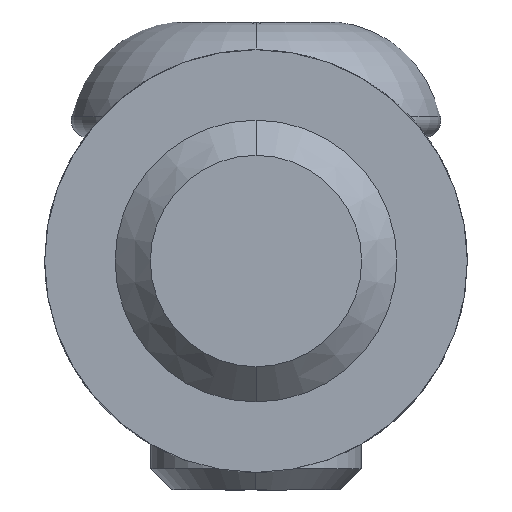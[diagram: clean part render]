
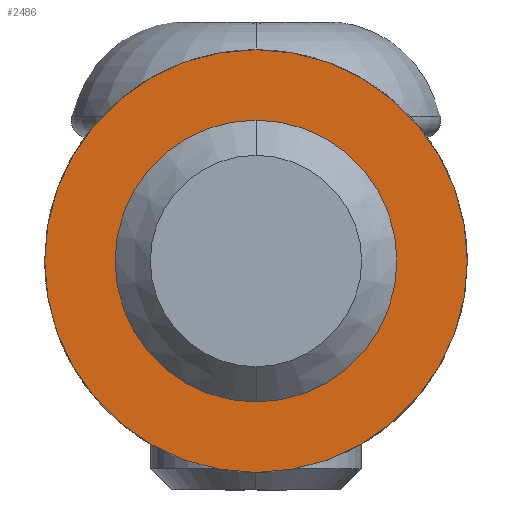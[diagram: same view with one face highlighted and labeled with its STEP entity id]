
A CAD part, front view. The second image highlights one B-rep face of the part: STEP entity #2486.
In plain terms, the highlighted planar face has unit normal (0, -1, 0).
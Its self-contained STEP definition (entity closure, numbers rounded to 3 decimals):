
#224 = EDGE_CURVE ( 'NONE', #1196, #1857, #1443, .T. ) ;
#283 = DIRECTION ( 'NONE',  ( 0., 0., -1. ) ) ;
#435 = FACE_OUTER_BOUND ( 'NONE', #1373, .T. ) ;
#442 = CARTESIAN_POINT ( 'NONE',  ( 0., -48., 3.2 ) ) ;
#645 = DIRECTION ( 'NONE',  ( 0., -1., 0. ) ) ;
#709 = EDGE_LOOP ( 'NONE', ( #1043, #2193 ) ) ;
#767 = AXIS2_PLACEMENT_3D ( 'NONE', #1969, #1351, #283 ) ;
#1043 = ORIENTED_EDGE ( 'NONE', *, *, #2643, .F. ) ;
#1089 = AXIS2_PLACEMENT_3D ( 'NONE', #1863, #2683, #1515 ) ;
#1097 = FACE_BOUND ( 'NONE', #709, .T. ) ;
#1180 = EDGE_CURVE ( 'NONE', #2217, #1738, #2283, .T. ) ;
#1196 = VERTEX_POINT ( 'NONE', #442 ) ;
#1273 = CARTESIAN_POINT ( 'NONE',  ( 6., -48., 0. ) ) ;
#1300 = ORIENTED_EDGE ( 'NONE', *, *, #1180, .T. ) ;
#1349 = AXIS2_PLACEMENT_3D ( 'NONE', #2549, #1700, #2326 ) ;
#1351 = DIRECTION ( 'NONE',  ( 0., -1., 0. ) ) ;
#1373 = EDGE_LOOP ( 'NONE', ( #1300, #2627 ) ) ;
#1388 = CARTESIAN_POINT ( 'NONE',  ( 0., -48., -3.2 ) ) ;
#1420 = CARTESIAN_POINT ( 'NONE',  ( 0., -48., 0. ) ) ;
#1443 = CIRCLE ( 'NONE', #1349, 3.2 ) ;
#1515 = DIRECTION ( 'NONE',  ( 0., 0., -1. ) ) ;
#1561 = CIRCLE ( 'NONE', #767, 6. ) ;
#1670 = PLANE ( 'NONE',  #2389 ) ;
#1700 = DIRECTION ( 'NONE',  ( 0., -1., 0. ) ) ;
#1726 = CARTESIAN_POINT ( 'NONE',  ( 0., -48., 6. ) ) ;
#1738 = VERTEX_POINT ( 'NONE', #1726 ) ;
#1857 = VERTEX_POINT ( 'NONE', #1388 ) ;
#1863 = CARTESIAN_POINT ( 'NONE',  ( 0., -48., 0. ) ) ;
#1969 = CARTESIAN_POINT ( 'NONE',  ( 0., -48., 0. ) ) ;
#2040 = DIRECTION ( 'NONE',  ( 0., 0., -1. ) ) ;
#2102 = DIRECTION ( 'NONE',  ( 0., 0., -1. ) ) ;
#2193 = ORIENTED_EDGE ( 'NONE', *, *, #224, .F. ) ;
#2217 = VERTEX_POINT ( 'NONE', #2483 ) ;
#2235 = CIRCLE ( 'NONE', #2615, 3.2 ) ;
#2260 = DIRECTION ( 'NONE',  ( 0., -1., 0. ) ) ;
#2283 = CIRCLE ( 'NONE', #1089, 6. ) ;
#2326 = DIRECTION ( 'NONE',  ( 0., 0., -1. ) ) ;
#2389 = AXIS2_PLACEMENT_3D ( 'NONE', #1273, #645, #2102 ) ;
#2483 = CARTESIAN_POINT ( 'NONE',  ( 0., -48., -6. ) ) ;
#2486 = ADVANCED_FACE ( 'NONE', ( #435, #1097 ), #1670, .T. ) ;
#2518 = EDGE_CURVE ( 'NONE', #1738, #2217, #1561, .T. ) ;
#2549 = CARTESIAN_POINT ( 'NONE',  ( 0., -48., 0. ) ) ;
#2615 = AXIS2_PLACEMENT_3D ( 'NONE', #1420, #2260, #2040 ) ;
#2627 = ORIENTED_EDGE ( 'NONE', *, *, #2518, .T. ) ;
#2643 = EDGE_CURVE ( 'NONE', #1857, #1196, #2235, .T. ) ;
#2683 = DIRECTION ( 'NONE',  ( 0., -1., 0. ) ) ;
